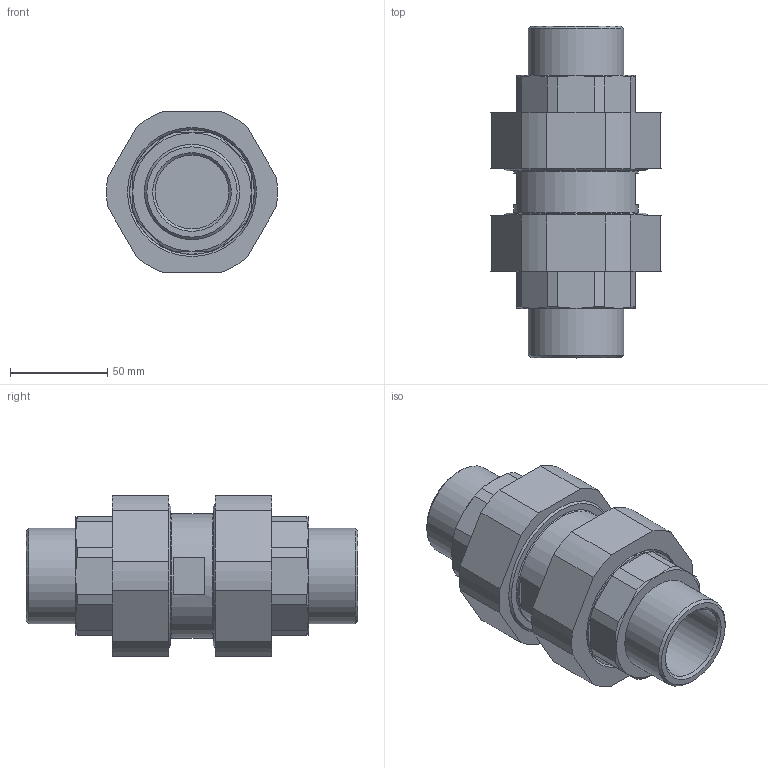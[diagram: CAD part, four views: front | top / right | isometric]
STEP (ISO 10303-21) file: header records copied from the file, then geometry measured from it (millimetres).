
FILE_DESCRIPTION(/* description */ (''),/* implementation_level */ '2;1');
FILE_NAME(/* name */ '304780A_Simplify_1.stp',/* time_stamp */ '2025-08-21T13:12:57-05:00',/* author */ ('ischreiner'),/* organization */ (''),/* preprocessor_version */ 'ST-DEVELOPER v20',/* originating_system */ 'Autodesk Inventor 2025',/* authorisation */ '');
FILE_SCHEMA (('AUTOMOTIVE_DESIGN { 1 0 10303 214 3 1 1 }'));
Length unit declared in the file: inch
Products named in the file (1): 304780A_Simplify_1
Bounding box: 87.99 x 170.9 x 82.8 mm (x, y, z)
Volume: 448927.9 mm3; surface area: 108463 mm2
Topology: 5 solids, 5 shells, 143 faces, 323 edges, 204 vertices
Faces by surface type: plane 72, cone 38, cylinder 31, torus 2
Full cylindrical faces by diameter (mm): 37.973 x2, 49 x2, 52.959 x2, 64 x3, 64.389 x2, 72 x4, 72.238 x2, 74.9 x2
Entity records: 4149 total; most frequent: CARTESIAN_POINT 767, DIRECTION 677, ORIENTED_EDGE 646, EDGE_CURVE 323, AXIS2_PLACEMENT_3D 258, VERTEX_POINT 204, EDGE_LOOP 165, LINE 161
